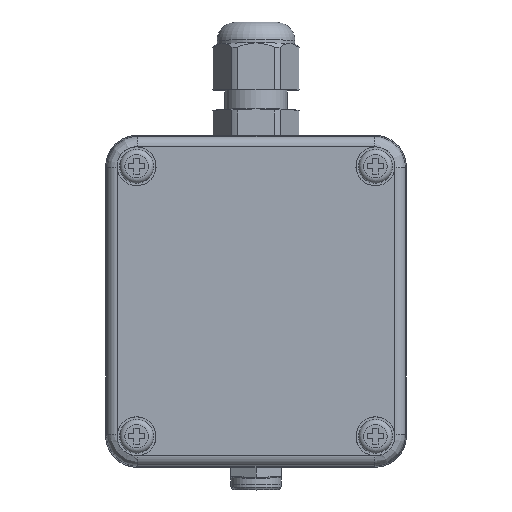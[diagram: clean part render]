
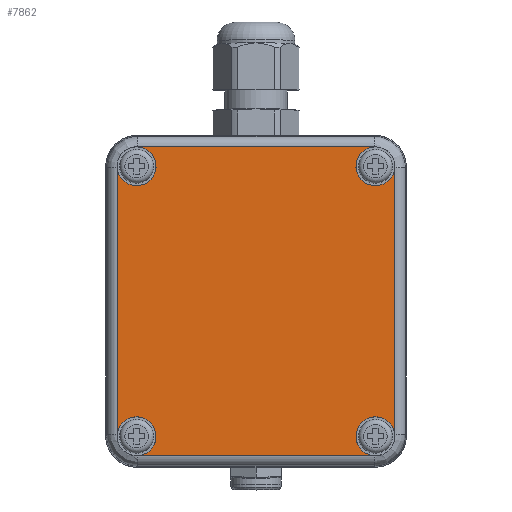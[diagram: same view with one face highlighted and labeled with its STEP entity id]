
A CAD part, top view. The second image highlights one B-rep face of the part: STEP entity #7862.
In plain terms, the highlighted planar face has unit normal (0, 0, 1).
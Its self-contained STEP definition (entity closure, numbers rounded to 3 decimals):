
#549=LINE('',#13093,#1106);
#551=LINE('',#13098,#1108);
#552=LINE('',#13203,#1109);
#554=LINE('',#13206,#1111);
#1106=VECTOR('',#10283,45.331);
#1108=VECTOR('',#10289,45.331);
#1109=VECTOR('',#10296,51.331);
#1111=VECTOR('',#10300,51.331);
#1930=FACE_OUTER_BOUND('',#2451,.T.);
#2451=EDGE_LOOP('',(#6114,#6115,#6116,#6117,#6118,#6119,#6120,#6121,#6122,
#6123));
#2871=CIRCLE('',#8375,3.75);
#2876=CIRCLE('',#8385,3.75);
#2878=CIRCLE('',#8387,3.75);
#2882=CIRCLE('',#8395,3.75);
#2884=CIRCLE('',#8397,3.75);
#2888=CIRCLE('',#8404,3.75);
#3393=VERTEX_POINT('',#12205);
#3394=VERTEX_POINT('',#12206);
#3404=VERTEX_POINT('',#12259);
#3405=VERTEX_POINT('',#12261);
#3407=VERTEX_POINT('',#12266);
#3413=VERTEX_POINT('',#12294);
#3414=VERTEX_POINT('',#12296);
#3416=VERTEX_POINT('',#12301);
#3420=VERTEX_POINT('',#12313);
#3421=VERTEX_POINT('',#12314);
#4186=EDGE_CURVE('',#3393,#3394,#2871,.T.);
#4199=EDGE_CURVE('',#3405,#3404,#2876,.T.);
#4202=EDGE_CURVE('',#3407,#3405,#2878,.T.);
#4210=EDGE_CURVE('',#3414,#3413,#2882,.T.);
#4213=EDGE_CURVE('',#3416,#3414,#2884,.T.);
#4219=EDGE_CURVE('',#3420,#3421,#2888,.T.);
#4496=EDGE_CURVE('',#3393,#3421,#549,.T.);
#4499=EDGE_CURVE('',#3407,#3413,#551,.T.);
#4502=EDGE_CURVE('',#3420,#3404,#552,.T.);
#4504=EDGE_CURVE('',#3416,#3394,#554,.T.);
#6114=ORIENTED_EDGE('',*,*,#4219,.T.);
#6115=ORIENTED_EDGE('',*,*,#4496,.F.);
#6116=ORIENTED_EDGE('',*,*,#4186,.T.);
#6117=ORIENTED_EDGE('',*,*,#4504,.F.);
#6118=ORIENTED_EDGE('',*,*,#4213,.T.);
#6119=ORIENTED_EDGE('',*,*,#4210,.T.);
#6120=ORIENTED_EDGE('',*,*,#4499,.F.);
#6121=ORIENTED_EDGE('',*,*,#4202,.T.);
#6122=ORIENTED_EDGE('',*,*,#4199,.T.);
#6123=ORIENTED_EDGE('',*,*,#4502,.F.);
#7547=PLANE('',#8651);
#7862=ADVANCED_FACE('',(#1930),#7547,.T.);
#8375=AXIS2_PLACEMENT_3D('',#12207,#9615,#9616);
#8385=AXIS2_PLACEMENT_3D('',#12262,#9637,#9638);
#8387=AXIS2_PLACEMENT_3D('',#12267,#9642,#9643);
#8395=AXIS2_PLACEMENT_3D('',#12297,#9659,#9660);
#8397=AXIS2_PLACEMENT_3D('',#12302,#9664,#9665);
#8404=AXIS2_PLACEMENT_3D('',#12315,#9679,#9680);
#8651=AXIS2_PLACEMENT_3D('',#13320,#10319,#10320);
#9615=DIRECTION('center_axis',(0.,0.,-1.));
#9616=DIRECTION('ref_axis',(1.,0.,0.));
#9637=DIRECTION('center_axis',(0.,0.,-1.));
#9638=DIRECTION('ref_axis',(1.,0.,0.));
#9642=DIRECTION('center_axis',(0.,0.,-1.));
#9643=DIRECTION('ref_axis',(1.,0.,0.));
#9659=DIRECTION('center_axis',(0.,0.,-1.));
#9660=DIRECTION('ref_axis',(1.,0.,0.));
#9664=DIRECTION('center_axis',(0.,0.,-1.));
#9665=DIRECTION('ref_axis',(1.,0.,0.));
#9679=DIRECTION('center_axis',(0.,0.,-1.));
#9680=DIRECTION('ref_axis',(1.,0.,0.));
#10283=DIRECTION('',(0.,-1.,0.));
#10289=DIRECTION('',(0.,1.,0.));
#10296=DIRECTION('',(-1.,0.,0.));
#10300=DIRECTION('',(1.,0.,0.));
#10319=DIRECTION('center_axis',(0.,0.,1.));
#10320=DIRECTION('ref_axis',(1.,0.,0.));
#12205=CARTESIAN_POINT('',(29.735,22.666,10.));
#12206=CARTESIAN_POINT('',(25.666,26.735,10.));
#12207=CARTESIAN_POINT('Origin',(26.,23.,10.));
#12259=CARTESIAN_POINT('',(-25.666,-26.735,10.));
#12261=CARTESIAN_POINT('',(-22.25,-23.,10.));
#12262=CARTESIAN_POINT('Origin',(-26.,-23.,10.));
#12266=CARTESIAN_POINT('',(-29.735,-22.666,10.));
#12267=CARTESIAN_POINT('Origin',(-26.,-23.,10.));
#12294=CARTESIAN_POINT('',(-29.735,22.666,10.));
#12296=CARTESIAN_POINT('',(-22.25,23.,10.));
#12297=CARTESIAN_POINT('Origin',(-26.,23.,10.));
#12301=CARTESIAN_POINT('',(-25.666,26.735,10.));
#12302=CARTESIAN_POINT('Origin',(-26.,23.,10.));
#12313=CARTESIAN_POINT('',(25.666,-26.735,10.));
#12314=CARTESIAN_POINT('',(29.735,-22.666,10.));
#12315=CARTESIAN_POINT('Origin',(26.,-23.,10.));
#13093=CARTESIAN_POINT('',(29.735,22.666,10.));
#13098=CARTESIAN_POINT('',(-29.735,-22.666,10.));
#13203=CARTESIAN_POINT('',(25.666,-26.735,10.));
#13206=CARTESIAN_POINT('',(-25.666,26.735,10.));
#13320=CARTESIAN_POINT('Origin',(0.,0.,10.));
